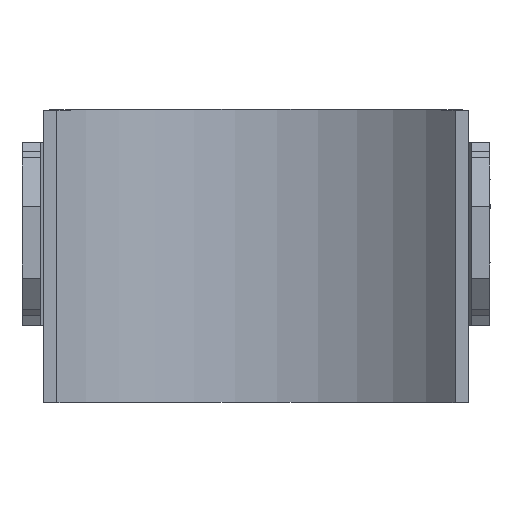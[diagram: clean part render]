
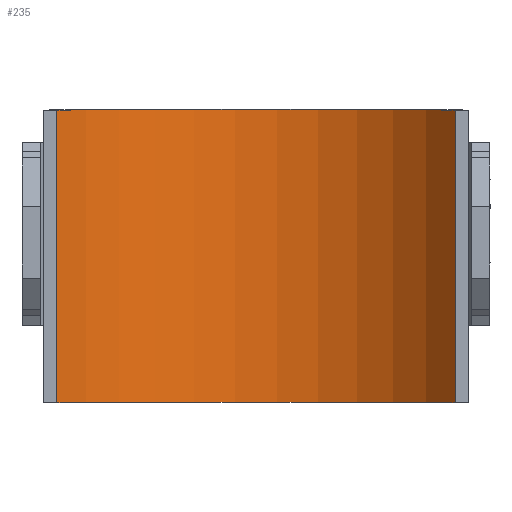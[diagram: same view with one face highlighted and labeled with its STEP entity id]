
A CAD part, front view. The second image highlights one B-rep face of the part: STEP entity #235.
In plain terms, the highlighted cylindrical face has radius 35 mm (diameter 70 mm), a partial arc.
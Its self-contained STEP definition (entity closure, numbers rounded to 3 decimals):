
#235 = ADVANCED_FACE ( 'NONE', ( #8014 ), #3493, .F. ) ;
#660 = VECTOR ( 'NONE', #3542, 1000. ) ;
#766 = DIRECTION ( 'NONE',  ( 1., 0., 0. ) ) ;
#793 = CARTESIAN_POINT ( 'NONE',  ( 0., -35., 20. ) ) ;
#843 = EDGE_CURVE ( 'NONE', #1761, #2377, #5502, .T. ) ;
#888 = DIRECTION ( 'NONE',  ( 0., 0., -1. ) ) ;
#1636 = DIRECTION ( 'NONE',  ( 1., 0., 0. ) ) ;
#1639 = ORIENTED_EDGE ( 'NONE', *, *, #3799, .T. ) ;
#1761 = VERTEX_POINT ( 'NONE', #6386 ) ;
#2377 = VERTEX_POINT ( 'NONE', #8905 ) ;
#2398 = EDGE_CURVE ( 'NONE', #9430, #2377, #10594, .T. ) ;
#2550 = DIRECTION ( 'NONE',  ( 0., 0., -1. ) ) ;
#3320 = AXIS2_PLACEMENT_3D ( 'NONE', #793, #2550, #1636 ) ;
#3492 = LINE ( 'NONE', #10833, #3895 ) ;
#3493 = CYLINDRICAL_SURFACE ( 'NONE', #3760, 35. ) ;
#3542 = DIRECTION ( 'NONE',  ( 0., 0., -1. ) ) ;
#3760 = AXIS2_PLACEMENT_3D ( 'NONE', #7892, #11747, #11637 ) ;
#3799 = EDGE_CURVE ( 'NONE', #4582, #1761, #3492, .T. ) ;
#3895 = VECTOR ( 'NONE', #888, 1000. ) ;
#4280 = CIRCLE ( 'NONE', #3320, 35. ) ;
#4388 = CARTESIAN_POINT ( 'NONE',  ( 27.221, -13., 20. ) ) ;
#4439 = CARTESIAN_POINT ( 'NONE',  ( 0., -35., -20. ) ) ;
#4582 = VERTEX_POINT ( 'NONE', #9740 ) ;
#4905 = EDGE_CURVE ( 'NONE', #4582, #9430, #4280, .T. ) ;
#5242 = ORIENTED_EDGE ( 'NONE', *, *, #843, .T. ) ;
#5471 = CARTESIAN_POINT ( 'NONE',  ( 27.221, -13., 20. ) ) ;
#5502 = CIRCLE ( 'NONE', #5699, 35. ) ;
#5699 = AXIS2_PLACEMENT_3D ( 'NONE', #4439, #9019, #766 ) ;
#6386 = CARTESIAN_POINT ( 'NONE',  ( -27.221, -13., -20. ) ) ;
#6871 = ORIENTED_EDGE ( 'NONE', *, *, #4905, .F. ) ;
#7186 = ORIENTED_EDGE ( 'NONE', *, *, #2398, .F. ) ;
#7892 = CARTESIAN_POINT ( 'NONE',  ( 0., -35., 20. ) ) ;
#8014 = FACE_OUTER_BOUND ( 'NONE', #10452, .T. ) ;
#8905 = CARTESIAN_POINT ( 'NONE',  ( 27.221, -13., -20. ) ) ;
#9019 = DIRECTION ( 'NONE',  ( 0., 0., -1. ) ) ;
#9430 = VERTEX_POINT ( 'NONE', #5471 ) ;
#9740 = CARTESIAN_POINT ( 'NONE',  ( -27.221, -13., 20. ) ) ;
#10452 = EDGE_LOOP ( 'NONE', ( #5242, #7186, #6871, #1639 ) ) ;
#10594 = LINE ( 'NONE', #4388, #660 ) ;
#10833 = CARTESIAN_POINT ( 'NONE',  ( -27.221, -13., 20. ) ) ;
#11637 = DIRECTION ( 'NONE',  ( -1., 0., 0. ) ) ;
#11747 = DIRECTION ( 'NONE',  ( 0., 0., -1. ) ) ;
